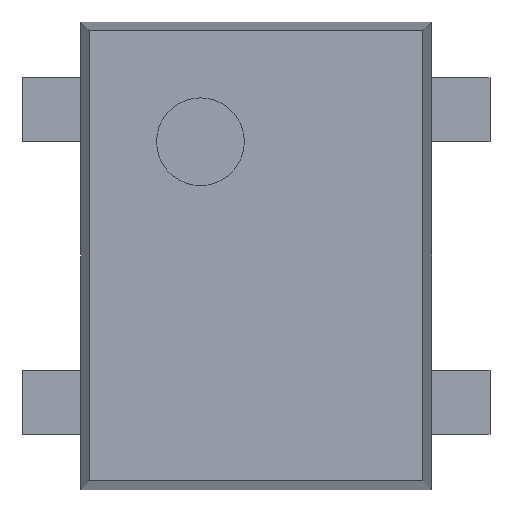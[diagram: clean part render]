
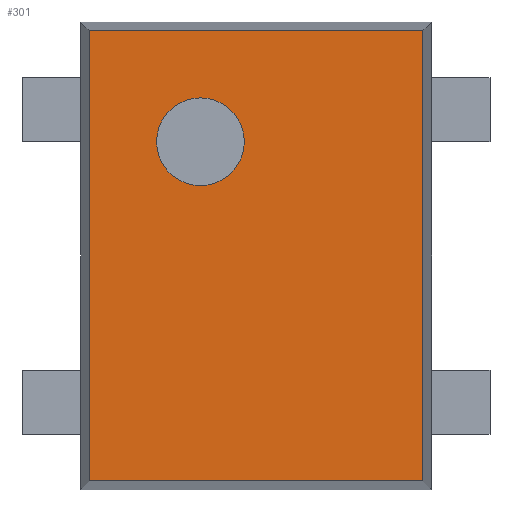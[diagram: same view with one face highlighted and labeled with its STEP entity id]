
A CAD part, top view. The second image highlights one B-rep face of the part: STEP entity #301.
In plain terms, the highlighted planar face has unit normal (0, 0, 1).
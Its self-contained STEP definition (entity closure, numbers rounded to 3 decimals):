
#77=VECTOR('',#78,1.);
#78=DIRECTION('',(0.,1.,0.));
#153=VERTEX_POINT('',#154);
#154=CARTESIAN_POINT('',(0.57,0.77,0.55));
#156=ORIENTED_EDGE('',*,*,#157,.F.);
#157=EDGE_CURVE('',#158,#153,#160,.T.);
#158=VERTEX_POINT('',#159);
#159=CARTESIAN_POINT('',(0.57,-0.77,0.55));
#160=LINE('',#159,#77);
#186=VECTOR('',#187,1.);
#187=DIRECTION('',(0.,-1.,0.));
#191=VECTOR('',#192,1.);
#192=DIRECTION('',(-1.,0.,0.));
#208=VECTOR('',#209,1.);
#209=DIRECTION('',(1.,0.,0.));
#230=DIRECTION('',(0.,0.,-1.));
#276=ORIENTED_EDGE('',*,*,#277,.F.);
#277=EDGE_CURVE('',#278,#158,#280,.T.);
#278=VERTEX_POINT('',#279);
#279=CARTESIAN_POINT('',(-0.57,-0.77,0.55));
#280=LINE('',#279,#208);
#301=ADVANCED_FACE('',(#302,#312),#322,.F.);
#302=FACE_BOUND('',#303,.F.);
#303=EDGE_LOOP('',(#304,#309,#156,#276));
#304=ORIENTED_EDGE('',*,*,#305,.F.);
#305=EDGE_CURVE('',#306,#278,#308,.T.);
#306=VERTEX_POINT('',#307);
#307=CARTESIAN_POINT('',(-0.57,0.77,0.55));
#308=LINE('',#307,#186);
#309=ORIENTED_EDGE('',*,*,#310,.F.);
#310=EDGE_CURVE('',#153,#306,#311,.T.);
#311=LINE('',#154,#191);
#312=FACE_BOUND('',#313,.F.);
#313=EDGE_LOOP('',(#314));
#314=ORIENTED_EDGE('',*,*,#315,.T.);
#315=EDGE_CURVE('',#316,#316,#318,.T.);
#316=VERTEX_POINT('',#317);
#317=CARTESIAN_POINT('',(-0.19,0.24,0.55));
#318=CIRCLE('',#319,0.15);
#319=AXIS2_PLACEMENT_3D('',#320,#321,#187);
#320=CARTESIAN_POINT('',(-0.19,0.39,0.55));
#321=DIRECTION('',(-0.,0.,1.));
#322=PLANE('',#323);
#323=AXIS2_PLACEMENT_3D('',#307,#230,#324);
#324=DIRECTION('',(0.595,-0.804,0.));
